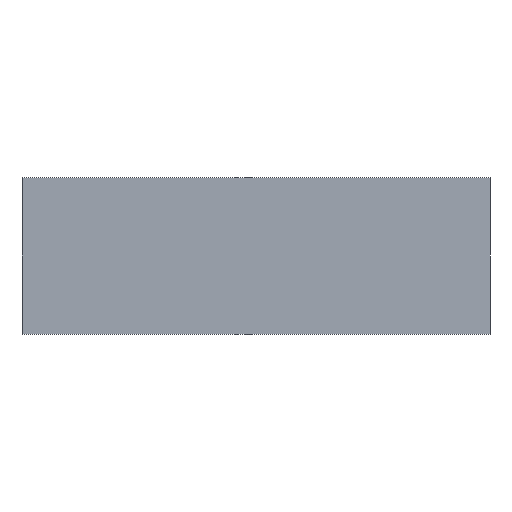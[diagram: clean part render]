
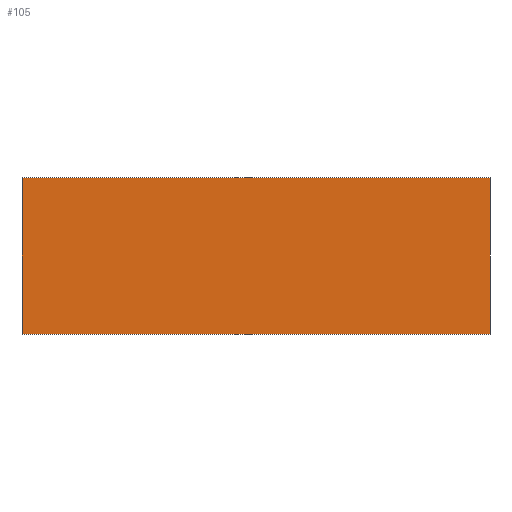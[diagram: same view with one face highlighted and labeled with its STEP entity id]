
A CAD part, left-side view. The second image highlights one B-rep face of the part: STEP entity #105.
In plain terms, the highlighted planar face has unit normal (-1, 0, 0).
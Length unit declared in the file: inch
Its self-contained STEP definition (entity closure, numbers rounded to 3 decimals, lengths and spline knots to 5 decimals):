
#19=FACE_OUTER_BOUND('',#25,.T.);
#25=EDGE_LOOP('',(#87,#88,#89,#90));
#30=LINE('',#162,#42);
#32=LINE('',#168,#44);
#35=LINE('',#173,#47);
#38=LINE('',#178,#50);
#42=VECTOR('',#134,0.3937);
#44=VECTOR('',#138,0.3937);
#47=VECTOR('',#143,0.3937);
#50=VECTOR('',#150,0.3937);
#52=VERTEX_POINT('',#156);
#54=VERTEX_POINT('',#160);
#55=VERTEX_POINT('',#164);
#57=VERTEX_POINT('',#167);
#62=EDGE_CURVE('',#52,#54,#30,.T.);
#64=EDGE_CURVE('',#57,#55,#32,.T.);
#67=EDGE_CURVE('',#52,#55,#35,.T.);
#70=EDGE_CURVE('',#54,#57,#38,.T.);
#87=ORIENTED_EDGE('',*,*,#62,.T.);
#88=ORIENTED_EDGE('',*,*,#70,.T.);
#89=ORIENTED_EDGE('',*,*,#64,.T.);
#90=ORIENTED_EDGE('',*,*,#67,.F.);
#99=PLANE('',#125);
#105=ADVANCED_FACE('',(#19),#99,.T.);
#125=AXIS2_PLACEMENT_3D('',#177,#148,#149);
#134=DIRECTION('',(0.,0.,1.));
#138=DIRECTION('',(0.,0.,-1.));
#143=DIRECTION('',(0.,1.,0.));
#148=DIRECTION('center_axis',(-1.,0.,0.));
#149=DIRECTION('ref_axis',(0.,0.,
1.));
#150=DIRECTION('',(0.,1.,0.));
#156=CARTESIAN_POINT('',(-4.,32.00454,-0.4375));
#160=CARTESIAN_POINT('',(-4.,32.00454,15.5625));
#162=CARTESIAN_POINT('',(-4.,32.00454,7.5625));
#164=CARTESIAN_POINT('',(-4.,79.87745,-0.4375));
#167=CARTESIAN_POINT('',(-4.,79.87745,15.5625));
#168=CARTESIAN_POINT('',(-4.,79.87745,-0.90972));
#173=CARTESIAN_POINT('',(-4.,4.,-0.4375));
#177=CARTESIAN_POINT('Origin',(-4.,4.,-0.4375));
#178=CARTESIAN_POINT('',(-4.,4.,15.5625));
